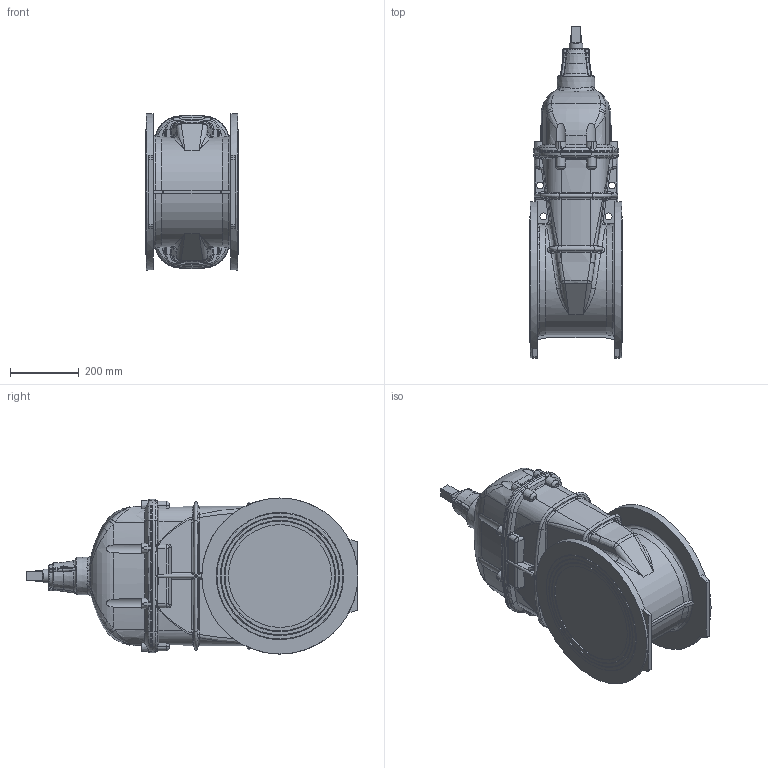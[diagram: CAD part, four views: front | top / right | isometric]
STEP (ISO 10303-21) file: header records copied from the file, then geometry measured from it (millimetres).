
FILE_DESCRIPTION (( 'STEP AP203' ), '1' );
FILE_NAME ('O_06_30_DN300_AA1_step.step', '2016-05-18T09:18:56', ( 'Windows User' ), ( 'AVK' ), 'SwSTEP 2.0', 'SolidWorks 2012', '' );
FILE_SCHEMA (( 'CONFIG_CONTROL_DESIGN' ));
Products named in the file (1): O_06_30_DN300_AA1_step
Bounding box: 270 x 967.5 x 455 mm (x, y, z)
Volume: 55941457.3 mm3; surface area: 1399917.8 mm2
Topology: 1 solids, 1 shells, 813 faces, 1986 edges, 1170 vertices
Faces by surface type: bspline 343, cone 150, cylinder 123, plane 116, torus 73, sphere 8
Full cylindrical faces by diameter (mm): 20 x4, 40 x1, 300 x2, 455 x2
Entity records: 37662 total; most frequent: CARTESIAN_POINT 21638, ORIENTED_EDGE 3880, DIRECTION 2650, EDGE_CURVE 1940, VERTEX_POINT 1165, AXIS2_PLACEMENT_3D 1163, EDGE_LOOP 857, FACE_OUTER_BOUND 827
